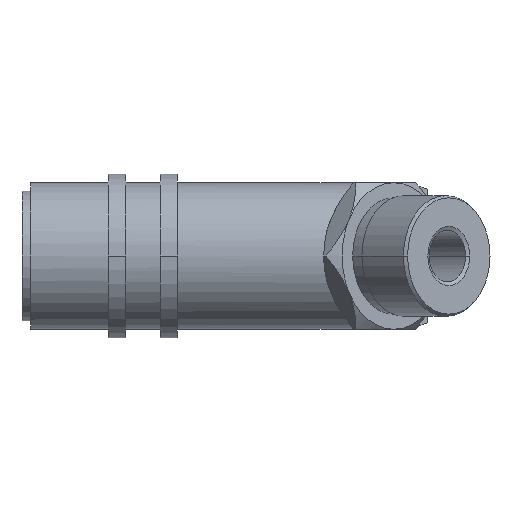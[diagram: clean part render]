
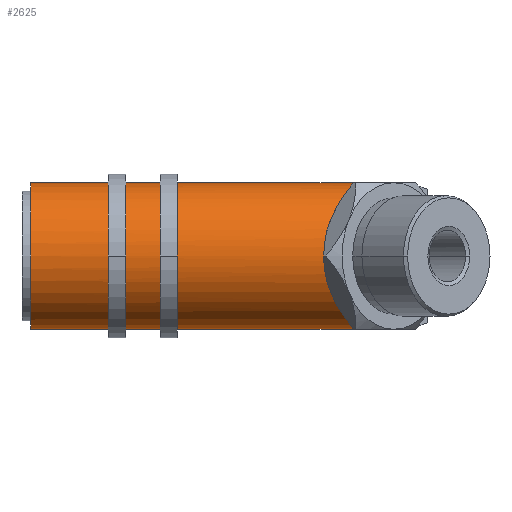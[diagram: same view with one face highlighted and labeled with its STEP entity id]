
A CAD part, front view. The second image highlights one B-rep face of the part: STEP entity #2625.
In plain terms, the highlighted cylindrical face has radius 8.5 mm (diameter 17 mm), a partial arc.
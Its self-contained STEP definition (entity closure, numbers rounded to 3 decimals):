
#260 = CARTESIAN_POINT ( 'NONE',  ( 37.762, -5.718, -7.632 ) ) ;
#295 = DIRECTION ( 'NONE',  ( -1., 0., 0. ) ) ;
#329 = EDGE_CURVE ( 'NONE', #7194, #2197, #4381, .T. ) ;
#572 =( BOUNDED_CURVE ( )  B_SPLINE_CURVE ( 3, ( #2198, #1508, #4326, #3638 ),
 .UNSPECIFIED., .F., .T. ) 
 B_SPLINE_CURVE_WITH_KNOTS ( ( 4, 4 ),
 ( 4.712, 4.885 ),
 .UNSPECIFIED. ) 
 CURVE ( )  GEOMETRIC_REPRESENTATION_ITEM ( )  RATIONAL_B_SPLINE_CURVE ( ( 1., 0.998, 0.998, 1. ) ) 
 REPRESENTATION_ITEM ( '' )  );
#711 = VERTEX_POINT ( 'NONE', #4022 ) ;
#1262 = AXIS2_PLACEMENT_3D ( 'NONE', #4240, #4793, #7068 ) ;
#1343 = CARTESIAN_POINT ( 'NONE',  ( 42.021, -1.458, 8.374 ) ) ;
#1508 = CARTESIAN_POINT ( 'NONE',  ( 42.99, -0.489, -8.5 ) ) ;
#1713 = CARTESIAN_POINT ( 'NONE',  ( 1., 0., 8.5 ) ) ;
#1778 = CARTESIAN_POINT ( 'NONE',  ( 42.021, -1.458, -8.374 ) ) ;
#2197 = VERTEX_POINT ( 'NONE', #5627 ) ;
#2198 = CARTESIAN_POINT ( 'NONE',  ( 43.479, 0., -8.5 ) ) ;
#2471 = DIRECTION ( 'NONE',  ( -1., 0., 0. ) ) ;
#2625 = ADVANCED_FACE ( 'NONE', ( #4466 ), #7290, .T. ) ;
#2802 = CARTESIAN_POINT ( 'NONE',  ( 0., 0., -8.5 ) ) ;
#3071 = DIRECTION ( 'NONE',  ( 0., 0., 1. ) ) ;
#3083 = ORIENTED_EDGE ( 'NONE', *, *, #4235, .T. ) ;
#3163 = CARTESIAN_POINT ( 'NONE',  ( 34.979, -8.5, -4.323 ) ) ;
#3371 = CARTESIAN_POINT ( 'NONE',  ( 42.99, -0.489, 8.5 ) ) ;
#3415 = CARTESIAN_POINT ( 'NONE',  ( 34.979, -8.5, 4.323 ) ) ;
#3638 = CARTESIAN_POINT ( 'NONE',  ( 42.021, -1.458, -8.374 ) ) ;
#4022 = CARTESIAN_POINT ( 'NONE',  ( 34.979, -8.5, 0. ) ) ;
#4072 = CARTESIAN_POINT ( 'NONE',  ( 42.021, -1.458, 8.374 ) ) ;
#4197 =( BOUNDED_CURVE ( )  B_SPLINE_CURVE ( 3, ( #6298, #3415, #6247, #1343 ),
 .UNSPECIFIED., .F., .T. ) 
 B_SPLINE_CURVE_WITH_KNOTS ( ( 4, 4 ),
 ( 0., 1.398 ),
 .UNSPECIFIED. ) 
 CURVE ( )  GEOMETRIC_REPRESENTATION_ITEM ( )  RATIONAL_B_SPLINE_CURVE ( ( 1., 0.844, 0.844, 1. ) ) 
 REPRESENTATION_ITEM ( '' )  );
#4199 = AXIS2_PLACEMENT_3D ( 'NONE', #6736, #295, #3071 ) ;
#4235 = EDGE_CURVE ( 'NONE', #5924, #8689, #8681, .T. ) ;
#4240 = CARTESIAN_POINT ( 'NONE',  ( 1., 0., 0. ) ) ;
#4274 = EDGE_CURVE ( 'NONE', #8822, #711, #4706, .T. ) ;
#4326 = CARTESIAN_POINT ( 'NONE',  ( 42.503, -0.976, -8.458 ) ) ;
#4381 = LINE ( 'NONE', #2802, #8755 ) ;
#4466 = FACE_OUTER_BOUND ( 'NONE', #6015, .T. ) ;
#4601 = CARTESIAN_POINT ( 'NONE',  ( 34.979, -8.5, 0. ) ) ;
#4706 =( BOUNDED_CURVE ( )  B_SPLINE_CURVE ( 3, ( #1778, #260, #3163, #4601 ),
 .UNSPECIFIED., .F., .T. ) 
 B_SPLINE_CURVE_WITH_KNOTS ( ( 4, 4 ),
 ( 4.885, 6.283 ),
 .UNSPECIFIED. ) 
 CURVE ( )  GEOMETRIC_REPRESENTATION_ITEM ( )  RATIONAL_B_SPLINE_CURVE ( ( 1., 0.844, 0.844, 1. ) ) 
 REPRESENTATION_ITEM ( '' )  );
#4793 = DIRECTION ( 'NONE',  ( -1., 0., 0. ) ) ;
#5298 =( BOUNDED_CURVE ( )  B_SPLINE_CURVE ( 3, ( #4072, #6904, #3371, #8323 ),
 .UNSPECIFIED., .F., .T. ) 
 B_SPLINE_CURVE_WITH_KNOTS ( ( 4, 4 ),
 ( 1.398, 1.571 ),
 .UNSPECIFIED. ) 
 CURVE ( )  GEOMETRIC_REPRESENTATION_ITEM ( )  RATIONAL_B_SPLINE_CURVE ( ( 1., 0.998, 0.998, 1. ) ) 
 REPRESENTATION_ITEM ( '' )  );
#5318 = ORIENTED_EDGE ( 'NONE', *, *, #4274, .T. ) ;
#5579 = VERTEX_POINT ( 'NONE', #6344 ) ;
#5627 = CARTESIAN_POINT ( 'NONE',  ( 1., 0., -8.5 ) ) ;
#5634 = DIRECTION ( 'NONE',  ( -1., 0., 0. ) ) ;
#5642 = ORIENTED_EDGE ( 'NONE', *, *, #6945, .F. ) ;
#5824 = ORIENTED_EDGE ( 'NONE', *, *, #8868, .T. ) ;
#5908 = ORIENTED_EDGE ( 'NONE', *, *, #8879, .T. ) ;
#5924 = VERTEX_POINT ( 'NONE', #6418 ) ;
#5934 = EDGE_CURVE ( 'NONE', #7194, #8822, #572, .T. ) ;
#6015 = EDGE_LOOP ( 'NONE', ( #6342, #8120, #5318, #5908, #5824, #3083, #5642 ) ) ;
#6127 = VECTOR ( 'NONE', #2471, 1000. ) ;
#6247 = CARTESIAN_POINT ( 'NONE',  ( 37.762, -5.718, 7.632 ) ) ;
#6298 = CARTESIAN_POINT ( 'NONE',  ( 34.979, -8.5, 0. ) ) ;
#6342 = ORIENTED_EDGE ( 'NONE', *, *, #329, .F. ) ;
#6344 = CARTESIAN_POINT ( 'NONE',  ( 42.021, -1.458, 8.374 ) ) ;
#6418 = CARTESIAN_POINT ( 'NONE',  ( 43.479, 0., 8.5 ) ) ;
#6736 = CARTESIAN_POINT ( 'NONE',  ( 0., 0., 0. ) ) ;
#6824 = CARTESIAN_POINT ( 'NONE',  ( 43.479, 0., -8.5 ) ) ;
#6854 = CARTESIAN_POINT ( 'NONE',  ( 42.021, -1.458, -8.374 ) ) ;
#6904 = CARTESIAN_POINT ( 'NONE',  ( 42.503, -0.976, 8.458 ) ) ;
#6945 = EDGE_CURVE ( 'NONE', #2197, #8689, #8791, .T. ) ;
#7068 = DIRECTION ( 'NONE',  ( 0., 0., 1. ) ) ;
#7194 = VERTEX_POINT ( 'NONE', #6824 ) ;
#7290 = CYLINDRICAL_SURFACE ( 'NONE', #4199, 8.5 ) ;
#7386 = CARTESIAN_POINT ( 'NONE',  ( 0., 0., 8.5 ) ) ;
#8120 = ORIENTED_EDGE ( 'NONE', *, *, #5934, .T. ) ;
#8323 = CARTESIAN_POINT ( 'NONE',  ( 43.479, 0., 8.5 ) ) ;
#8681 = LINE ( 'NONE', #7386, #6127 ) ;
#8689 = VERTEX_POINT ( 'NONE', #1713 ) ;
#8755 = VECTOR ( 'NONE', #5634, 1000. ) ;
#8791 = CIRCLE ( 'NONE', #1262, 8.5 ) ;
#8822 = VERTEX_POINT ( 'NONE', #6854 ) ;
#8868 = EDGE_CURVE ( 'NONE', #5579, #5924, #5298, .T. ) ;
#8879 = EDGE_CURVE ( 'NONE', #711, #5579, #4197, .T. ) ;
